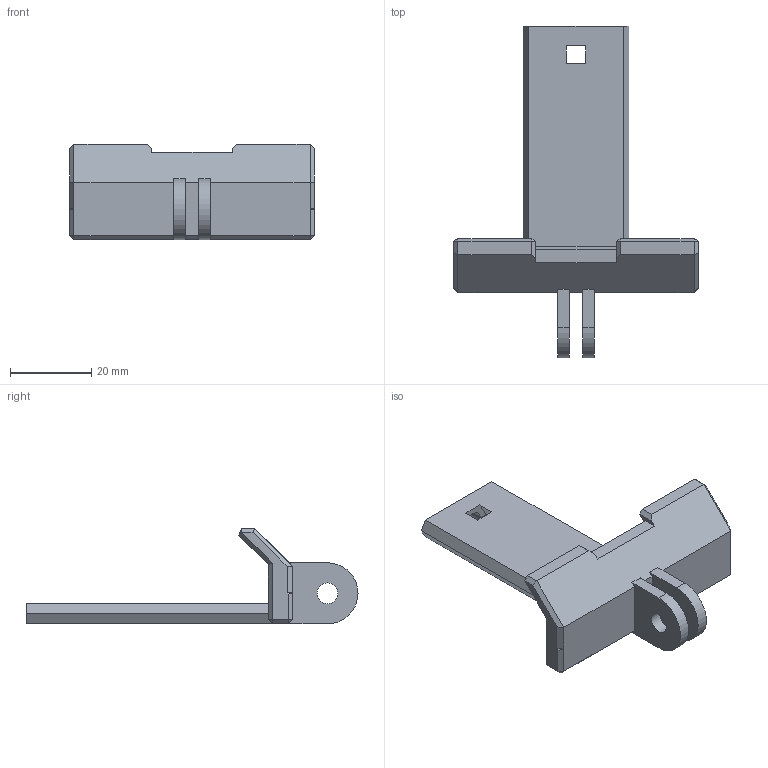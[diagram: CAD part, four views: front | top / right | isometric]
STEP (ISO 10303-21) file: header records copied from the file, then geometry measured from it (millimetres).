
FILE_DESCRIPTION(/* description */ (''),/* implementation_level */ '2;1');
FILE_NAME(/* name */ 'Phone_clamp_up_plus_popsocket v1.step',/* time_stamp */ '2019-07-24T00:19:30-04:00',/* author */ (''),/* organization */ (''),/* preprocessor_version */ 'ST-DEVELOPER v18',/* originating_system */ 'Autodesk Translation Framework v8.2.0.1029',/* authorisation */ '');
FILE_SCHEMA (('AUTOMOTIVE_DESIGN { 1 0 10303 214 3 1 1 }'));
Length unit declared in the file: millimetre
Products named in the file (1): Phone_clamp_up_plus_popsocket
Bounding box: 60 x 81.5 x 23.5 mm (x, y, z)
Volume: 15202.7 mm3; surface area: 8635.9 mm2
Topology: 1 solids, 1 shells, 105 faces, 260 edges, 156 vertices
Faces by surface type: plane 93, cylinder 6, bspline 6
Full cylindrical faces by diameter (mm): 5.1 x2
Entity records: 3075 total; most frequent: CARTESIAN_POINT 610, ORIENTED_EDGE 520, DIRECTION 466, EDGE_CURVE 260, LINE 226, VECTOR 226, VERTEX_POINT 156, AXIS2_PLACEMENT_3D 120
